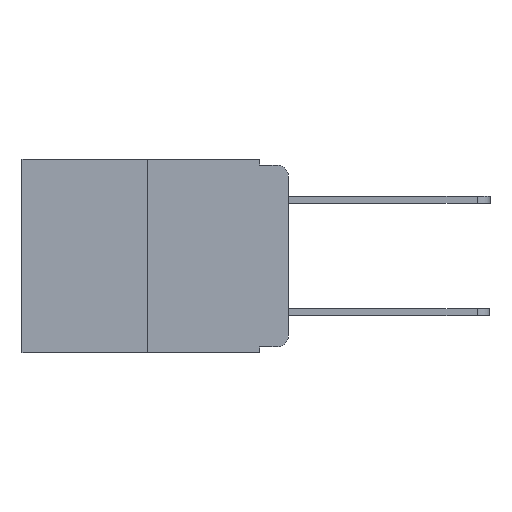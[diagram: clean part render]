
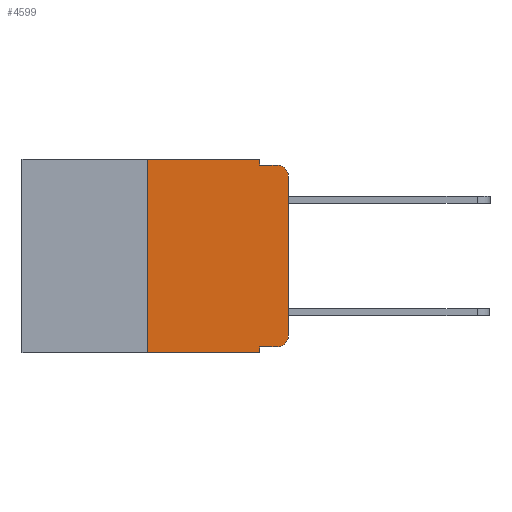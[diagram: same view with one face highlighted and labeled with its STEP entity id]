
A CAD part, left-side view. The second image highlights one B-rep face of the part: STEP entity #4599.
In plain terms, the highlighted planar face has unit normal (-1, 0, 0).
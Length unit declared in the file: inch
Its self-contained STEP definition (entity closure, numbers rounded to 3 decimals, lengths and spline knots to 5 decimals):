
#46 = CIRCLE ( 'NONE', #4448, 0.02 ) ;
#251 = LINE ( 'NONE', #10847, #10344 ) ;
#351 = VERTEX_POINT ( 'NONE', #6978 ) ;
#466 = EDGE_CURVE ( 'NONE', #3674, #351, #10342, .T. ) ;
#936 = CARTESIAN_POINT ( 'NONE',  ( 0., 0.25, 0. ) ) ;
#1009 = AXIS2_PLACEMENT_3D ( 'NONE', #10943, #6016, #11667 ) ;
#1303 = CARTESIAN_POINT ( 'NONE',  ( 0., 0.473, 0. ) ) ;
#1322 = CARTESIAN_POINT ( 'NONE',  ( 0., 0.051, -0.343 ) ) ;
#1328 = ORIENTED_EDGE ( 'NONE', *, *, #6095, .F. ) ;
#1536 = CARTESIAN_POINT ( 'NONE',  ( 0., 0.051, 0. ) ) ;
#1782 = EDGE_LOOP ( 'NONE', ( #5915, #5908, #2888, #6358, #4074, #1328, #3145, #6303, #6417, #1957 ) ) ;
#1957 = ORIENTED_EDGE ( 'NONE', *, *, #6008, .T. ) ;
#2684 = VERTEX_POINT ( 'NONE', #9338 ) ;
#2705 = VECTOR ( 'NONE', #7267, 39.37008 ) ;
#2888 = ORIENTED_EDGE ( 'NONE', *, *, #6330, .F. ) ;
#3030 = VECTOR ( 'NONE', #11303, 39.37008 ) ;
#3145 = ORIENTED_EDGE ( 'NONE', *, *, #3588, .T. ) ;
#3366 = LINE ( 'NONE', #5098, #8458 ) ;
#3379 = VECTOR ( 'NONE', #7481, 39.37008 ) ;
#3588 = EDGE_CURVE ( 'NONE', #3675, #4672, #4566, .T. ) ;
#3597 = CARTESIAN_POINT ( 'NONE',  ( 0., 0.473, 0. ) ) ;
#3674 = VERTEX_POINT ( 'NONE', #936 ) ;
#3675 = VERTEX_POINT ( 'NONE', #8402 ) ;
#3753 = LINE ( 'NONE', #6483, #3379 ) ;
#3754 = CARTESIAN_POINT ( 'NONE',  ( 0., 0.02, -0.01 ) ) ;
#4074 = ORIENTED_EDGE ( 'NONE', *, *, #466, .F. ) ;
#4448 = AXIS2_PLACEMENT_3D ( 'NONE', #5507, #11331, #6632 ) ;
#4566 = LINE ( 'NONE', #7814, #9490 ) ;
#4599 = ADVANCED_FACE ( 'NONE', ( #7473 ), #10823, .F. ) ;
#4672 = VERTEX_POINT ( 'NONE', #1322 ) ;
#4743 = DIRECTION ( 'NONE',  ( 0., -1., 0. ) ) ;
#4755 = DIRECTION ( 'NONE',  ( 1., 0., 0. ) ) ;
#4886 = VERTEX_POINT ( 'NONE', #6528 ) ;
#5098 = CARTESIAN_POINT ( 'NONE',  ( 0., 0.051, -0.01 ) ) ;
#5457 = CARTESIAN_POINT ( 'NONE',  ( 0., 0., 0. ) ) ;
#5507 = CARTESIAN_POINT ( 'NONE',  ( 0., 0.02, -0.03 ) ) ;
#5908 = ORIENTED_EDGE ( 'NONE', *, *, #6115, .T. ) ;
#5915 = ORIENTED_EDGE ( 'NONE', *, *, #6111, .T. ) ;
#5980 = EDGE_CURVE ( 'NONE', #4886, #11678, #251, .T. ) ;
#6008 = EDGE_CURVE ( 'NONE', #11678, #2684, #10118, .T. ) ;
#6016 = DIRECTION ( 'NONE',  ( -1., 0., 0. ) ) ;
#6030 = EDGE_CURVE ( 'NONE', #4886, #4672, #9881, .T. ) ;
#6095 = EDGE_CURVE ( 'NONE', #3675, #3674, #3753, .T. ) ;
#6111 = EDGE_CURVE ( 'NONE', #2684, #10244, #10224, .T. ) ;
#6115 = EDGE_CURVE ( 'NONE', #10244, #10306, #46, .T. ) ;
#6238 = DIRECTION ( 'NONE',  ( 0., -1., 0. ) ) ;
#6303 = ORIENTED_EDGE ( 'NONE', *, *, #6030, .F. ) ;
#6330 = EDGE_CURVE ( 'NONE', #6849, #10306, #3366, .T. ) ;
#6346 = EDGE_CURVE ( 'NONE', #351, #6849, #10217, .T. ) ;
#6358 = ORIENTED_EDGE ( 'NONE', *, *, #6346, .F. ) ;
#6417 = ORIENTED_EDGE ( 'NONE', *, *, #5980, .T. ) ;
#6483 = CARTESIAN_POINT ( 'NONE',  ( 0., 0.25, 0. ) ) ;
#6528 = CARTESIAN_POINT ( 'NONE',  ( 0., 0.051, -0.333 ) ) ;
#6632 = DIRECTION ( 'NONE',  ( 0., 0., -1. ) ) ;
#6849 = VERTEX_POINT ( 'NONE', #8298 ) ;
#6978 = CARTESIAN_POINT ( 'NONE',  ( 0., 0.051, 0. ) ) ;
#7267 = DIRECTION ( 'NONE',  ( 0., 0., -1. ) ) ;
#7473 = FACE_OUTER_BOUND ( 'NONE', #1782, .T. ) ;
#7481 = DIRECTION ( 'NONE',  ( 0., 0., 1. ) ) ;
#7814 = CARTESIAN_POINT ( 'NONE',  ( 0., 0.473, -0.343 ) ) ;
#7839 = DIRECTION ( 'NONE',  ( 0., -1., 0. ) ) ;
#7879 = VECTOR ( 'NONE', #8718, 39.37008 ) ;
#7919 = CARTESIAN_POINT ( 'NONE',  ( 0., 0., -0.03 ) ) ;
#8102 = VECTOR ( 'NONE', #8366, 39.37008 ) ;
#8110 = CARTESIAN_POINT ( 'NONE',  ( 0., 0.02, -0.333 ) ) ;
#8298 = CARTESIAN_POINT ( 'NONE',  ( 0., 0.051, -0.01 ) ) ;
#8366 = DIRECTION ( 'NONE',  ( 0., -1., 0. ) ) ;
#8402 = CARTESIAN_POINT ( 'NONE',  ( 0., 0.25, -0.343 ) ) ;
#8458 = VECTOR ( 'NONE', #6238, 39.37008 ) ;
#8718 = DIRECTION ( 'NONE',  ( 0., 0., -1. ) ) ;
#8720 = AXIS2_PLACEMENT_3D ( 'NONE', #3597, #4755, #10851 ) ;
#9338 = CARTESIAN_POINT ( 'NONE',  ( 0., 0., -0.313 ) ) ;
#9490 = VECTOR ( 'NONE', #7839, 39.37008 ) ;
#9881 = LINE ( 'NONE', #1536, #7879 ) ;
#10118 = CIRCLE ( 'NONE', #1009, 0.02 ) ;
#10217 = LINE ( 'NONE', #10356, #2705 ) ;
#10224 = LINE ( 'NONE', #5457, #3030 ) ;
#10244 = VERTEX_POINT ( 'NONE', #7919 ) ;
#10306 = VERTEX_POINT ( 'NONE', #3754 ) ;
#10342 = LINE ( 'NONE', #1303, #8102 ) ;
#10344 = VECTOR ( 'NONE', #4743, 39.37008 ) ;
#10356 = CARTESIAN_POINT ( 'NONE',  ( 0., 0.051, 0. ) ) ;
#10823 = PLANE ( 'NONE',  #8720 ) ;
#10847 = CARTESIAN_POINT ( 'NONE',  ( 0., 0.051, -0.333 ) ) ;
#10851 = DIRECTION ( 'NONE',  ( 0., 0., -1. ) ) ;
#10943 = CARTESIAN_POINT ( 'NONE',  ( 0., 0.02, -0.313 ) ) ;
#11303 = DIRECTION ( 'NONE',  ( 0., 0., 1. ) ) ;
#11331 = DIRECTION ( 'NONE',  ( -1., 0., 0. ) ) ;
#11667 = DIRECTION ( 'NONE',  ( 0., 0., -1. ) ) ;
#11678 = VERTEX_POINT ( 'NONE', #8110 ) ;
